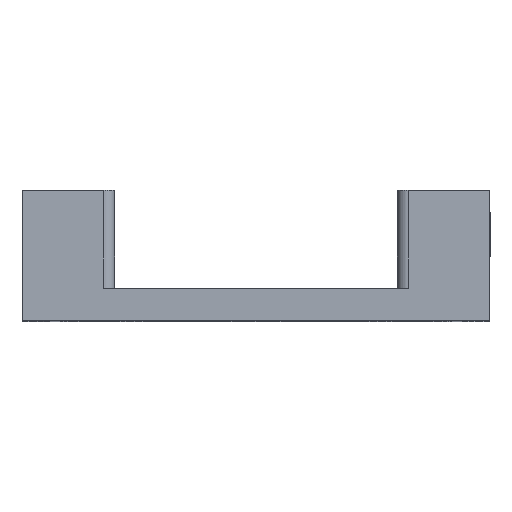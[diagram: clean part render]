
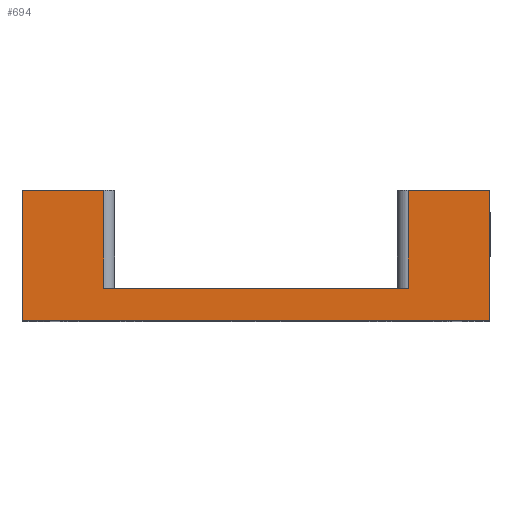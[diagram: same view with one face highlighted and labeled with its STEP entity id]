
A CAD part, top view. The second image highlights one B-rep face of the part: STEP entity #694.
In plain terms, the highlighted planar face has unit normal (0, 0, 1).
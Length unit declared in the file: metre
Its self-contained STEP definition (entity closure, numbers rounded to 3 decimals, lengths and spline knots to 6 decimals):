
#694 = ADVANCED_FACE( 'NONE', ( #1739 ), #1740, .T. );
#1739 = FACE_OUTER_BOUND( '', #7261, .T. );
#1740 = PLANE( '', #7262 );
#7261 = EDGE_LOOP( '', ( #14387, #14388, #14389, #14390, #14391, #14392, #14393, #14394 ) );
#7262 = AXIS2_PLACEMENT_3D( '', #14395, #14396, #14397 );
#14387 = ORIENTED_EDGE( '', *, *, #19531, .T. );
#14388 = ORIENTED_EDGE( '', *, *, #19532, .T. );
#14389 = ORIENTED_EDGE( '', *, *, #19533, .F. );
#14390 = ORIENTED_EDGE( '', *, *, #19534, .T. );
#14391 = ORIENTED_EDGE( '', *, *, #19535, .F. );
#14392 = ORIENTED_EDGE( '', *, *, #18637, .F. );
#14393 = ORIENTED_EDGE( '', *, *, #19536, .F. );
#14394 = ORIENTED_EDGE( '', *, *, #19537, .T. );
#14395 = CARTESIAN_POINT( '', ( 0., 0.003, 0.019 ) );
#14396 = DIRECTION( '', ( 0., 0., 1. ) );
#14397 = DIRECTION( '', ( 1., 0., 0. ) );
#18637 = EDGE_CURVE( 'NONE', #21293, #21286, #21295, .T. );
#19531 = EDGE_CURVE( 'NONE', #22931, #22932, #22933, .T. );
#19532 = EDGE_CURVE( 'NONE', #22932, #22934, #22935, .T. );
#19533 = EDGE_CURVE( 'NONE', #22936, #22934, #22937, .T. );
#19534 = EDGE_CURVE( 'NONE', #22936, #22938, #22939, .T. );
#19535 = EDGE_CURVE( 'NONE', #21286, #22938, #22940, .T. );
#19536 = EDGE_CURVE( 'NONE', #22941, #21293, #22942, .T. );
#19537 = EDGE_CURVE( 'NONE', #22941, #22931, #22943, .T. );
#21286 = VERTEX_POINT( 'NONE', #26879 );
#21293 = VERTEX_POINT( 'NONE', #26889 );
#21295 = LINE( '', #26892, #26893 );
#22931 = VERTEX_POINT( 'NONE', #35817 );
#22932 = VERTEX_POINT( 'NONE', #35818 );
#22933 = LINE( '', #35819, #35820 );
#22934 = VERTEX_POINT( 'NONE', #35821 );
#22935 = LINE( '', #35822, #35823 );
#22936 = VERTEX_POINT( 'NONE', #35824 );
#22937 = LINE( '', #35825, #35826 );
#22938 = VERTEX_POINT( 'NONE', #35827 );
#22939 = LINE( '', #35828, #35829 );
#22940 = LINE( '', #35830, #35831 );
#22941 = VERTEX_POINT( 'NONE', #35832 );
#22942 = LINE( '', #35833, #35834 );
#22943 = LINE( '', #35835, #35836 );
#26879 = CARTESIAN_POINT( '', ( 0.0215, 0., 0.019 ) );
#26889 = CARTESIAN_POINT( '', ( 0.0215, 0.012, 0.019 ) );
#26892 = CARTESIAN_POINT( '', ( 0.0215, 0.003, 0.019 ) );
#26893 = VECTOR( '', #44200, 1. );
#35817 = CARTESIAN_POINT( '', ( 0.014, 0.003, 0.019 ) );
#35818 = CARTESIAN_POINT( '', ( -0.014, 0.003, 0.019 ) );
#35819 = CARTESIAN_POINT( '', ( 0., 0.003, 0.019 ) );
#35820 = VECTOR( '', #44490, 1. );
#35821 = CARTESIAN_POINT( '', ( -0.014, 0.012, 0.019 ) );
#35822 = CARTESIAN_POINT( '', ( -0.014, 0.012, 0.019 ) );
#35823 = VECTOR( '', #44491, 1. );
#35824 = CARTESIAN_POINT( '', ( -0.0215, 0.012, 0.019 ) );
#35825 = CARTESIAN_POINT( '', ( 0., 0.012, 0.019 ) );
#35826 = VECTOR( '', #44492, 1. );
#35827 = CARTESIAN_POINT( '', ( -0.0215, 0., 0.019 ) );
#35828 = CARTESIAN_POINT( '', ( -0.0215, 0.003, 0.019 ) );
#35829 = VECTOR( '', #44493, 1. );
#35830 = CARTESIAN_POINT( '', ( 0., 0., 0.019 ) );
#35831 = VECTOR( '', #44494, 1. );
#35832 = CARTESIAN_POINT( '', ( 0.014, 0.012, 0.019 ) );
#35833 = CARTESIAN_POINT( '', ( 0., 0.012, 0.019 ) );
#35834 = VECTOR( '', #44495, 1. );
#35835 = CARTESIAN_POINT( '', ( 0.014, 0.003, 0.019 ) );
#35836 = VECTOR( '', #44496, 1. );
#44200 = DIRECTION( '', ( 0., -1., 0. ) );
#44490 = DIRECTION( '', ( -1., 0., 0. ) );
#44491 = DIRECTION( '', ( 0., 1., 0. ) );
#44492 = DIRECTION( '', ( 1., 0., 0. ) );
#44493 = DIRECTION( '', ( 0., -1., 0. ) );
#44494 = DIRECTION( '', ( -1., 0., 0. ) );
#44495 = DIRECTION( '', ( 1., 0., 0. ) );
#44496 = DIRECTION( '', ( 0., -1., 0. ) );
